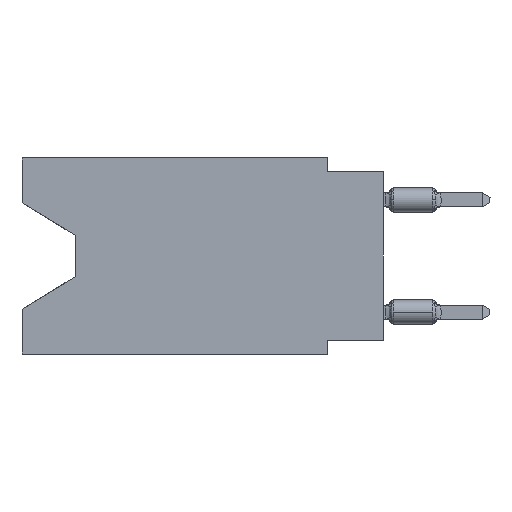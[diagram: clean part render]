
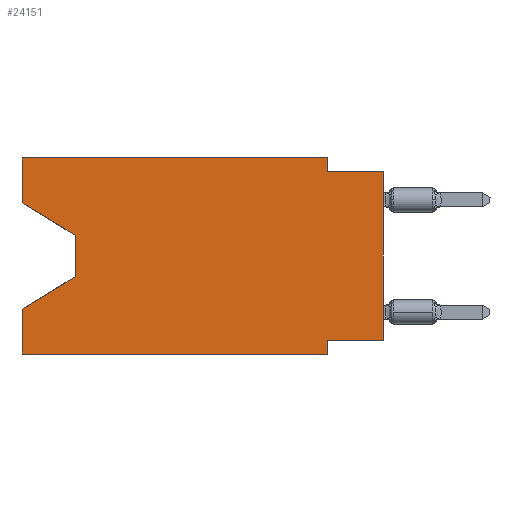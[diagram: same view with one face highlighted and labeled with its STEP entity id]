
A CAD part, left-side view. The second image highlights one B-rep face of the part: STEP entity #24151.
In plain terms, the highlighted planar face has unit normal (-1, 0, 0).
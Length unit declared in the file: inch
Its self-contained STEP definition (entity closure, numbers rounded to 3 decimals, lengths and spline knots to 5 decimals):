
#385 = CARTESIAN_POINT ( 'NONE',  ( 0., 0.645, -0.08025 ) ) ;
#617 = CARTESIAN_POINT ( 'NONE',  ( 0., 0.645, 0. ) ) ;
#1196 = EDGE_CURVE ( 'NONE', #50904, #60788, #37501, .T. ) ;
#2253 = EDGE_CURVE ( 'NONE', #22792, #54569, #21025, .T. ) ;
#3843 = DIRECTION ( 'NONE',  ( 0., 0., -1. ) ) ;
#3939 = DIRECTION ( 'NONE',  ( 0., 0., 1. ) ) ;
#4205 = LINE ( 'NONE', #51133, #60028 ) ;
#5751 = FACE_OUTER_BOUND ( 'NONE', #52719, .T. ) ;
#6756 = EDGE_CURVE ( 'NONE', #22792, #37928, #32539, .T. ) ;
#6948 = VERTEX_POINT ( 'NONE', #36427 ) ;
#7201 = VECTOR ( 'NONE', #55514, 39.37008 ) ;
#7835 = CARTESIAN_POINT ( 'NONE',  ( 0., 0.645, -0.35 ) ) ;
#8084 = VECTOR ( 'NONE', #21559, 39.37008 ) ;
#8432 = ORIENTED_EDGE ( 'NONE', *, *, #26566, .T. ) ;
#8570 = DIRECTION ( 'NONE',  ( 0., 0., -1. ) ) ;
#9092 = CARTESIAN_POINT ( 'NONE',  ( 0., 0.1, 0. ) ) ;
#9701 = ORIENTED_EDGE ( 'NONE', *, *, #13413, .T. ) ;
#9785 = DIRECTION ( 'NONE',  ( 0., 0., -1. ) ) ;
#9975 = AXIS2_PLACEMENT_3D ( 'NONE', #33428, #24044, #9785 ) ;
#11110 = VECTOR ( 'NONE', #20214, 39.37008 ) ;
#11867 = VERTEX_POINT ( 'NONE', #7835 ) ;
#12410 = DIRECTION ( 'NONE',  ( 0., 0.855, -0.519 ) ) ;
#12638 = LINE ( 'NONE', #31297, #38283 ) ;
#13413 = EDGE_CURVE ( 'NONE', #33510, #22381, #26696, .T. ) ;
#15096 = CARTESIAN_POINT ( 'NONE',  ( 0., 0.1, 0. ) ) ;
#16127 = EDGE_CURVE ( 'NONE', #37928, #6948, #40816, .T. ) ;
#16409 = DIRECTION ( 'NONE',  ( 0., 0., 1. ) ) ;
#16975 = VECTOR ( 'NONE', #50886, 39.37008 ) ;
#17731 = ORIENTED_EDGE ( 'NONE', *, *, #2253, .T. ) ;
#20214 = DIRECTION ( 'NONE',  ( 0., -1., 0. ) ) ;
#20530 = CARTESIAN_POINT ( 'NONE',  ( 0., 0., -0.025 ) ) ;
#20934 = CARTESIAN_POINT ( 'NONE',  ( 0., 0.1, -0.325 ) ) ;
#21025 = LINE ( 'NONE', #21348, #30162 ) ;
#21148 = ORIENTED_EDGE ( 'NONE', *, *, #21671, .F. ) ;
#21242 = CARTESIAN_POINT ( 'NONE',  ( 0., 0.1, -0.35 ) ) ;
#21348 = CARTESIAN_POINT ( 'NONE',  ( 0., 0., 0. ) ) ;
#21559 = DIRECTION ( 'NONE',  ( 0., -0.855, -0.519 ) ) ;
#21671 = EDGE_CURVE ( 'NONE', #60788, #30610, #55687, .T. ) ;
#21960 = ORIENTED_EDGE ( 'NONE', *, *, #49677, .T. ) ;
#21969 = LINE ( 'NONE', #41559, #16975 ) ;
#22012 = CARTESIAN_POINT ( 'NONE',  ( 0., 0.55, -0.212 ) ) ;
#22381 = VERTEX_POINT ( 'NONE', #31039 ) ;
#22706 = VECTOR ( 'NONE', #32831, 39.37008 ) ;
#22792 = VERTEX_POINT ( 'NONE', #55455 ) ;
#23597 = ORIENTED_EDGE ( 'NONE', *, *, #46819, .T. ) ;
#23735 = DIRECTION ( 'NONE',  ( 0., 0., 1. ) ) ;
#24044 = DIRECTION ( 'NONE',  ( 1., 0., 0. ) ) ;
#24151 = ADVANCED_FACE ( 'NONE', ( #5751 ), #24664, .F. ) ;
#24472 = CARTESIAN_POINT ( 'NONE',  ( 0., 0., -0.025 ) ) ;
#24664 = PLANE ( 'NONE',  #9975 ) ;
#25771 = ORIENTED_EDGE ( 'NONE', *, *, #55950, .F. ) ;
#26566 = EDGE_CURVE ( 'NONE', #11867, #6948, #21969, .T. ) ;
#26696 = LINE ( 'NONE', #22012, #29596 ) ;
#27120 = EDGE_CURVE ( 'NONE', #11867, #22381, #47065, .T. ) ;
#27617 = EDGE_CURVE ( 'NONE', #30610, #54569, #39208, .T. ) ;
#27981 = ORIENTED_EDGE ( 'NONE', *, *, #16127, .F. ) ;
#29204 = VERTEX_POINT ( 'NONE', #385 ) ;
#29596 = VECTOR ( 'NONE', #12410, 39.37008 ) ;
#30162 = VECTOR ( 'NONE', #16409, 39.37008 ) ;
#30610 = VERTEX_POINT ( 'NONE', #49264 ) ;
#31039 = CARTESIAN_POINT ( 'NONE',  ( 0., 0.645, -0.26975 ) ) ;
#31297 = CARTESIAN_POINT ( 'NONE',  ( 0., 0.645, 0. ) ) ;
#32539 = LINE ( 'NONE', #51479, #22706 ) ;
#32632 = VECTOR ( 'NONE', #40218, 39.37008 ) ;
#32829 = CARTESIAN_POINT ( 'NONE',  ( 0., 0.645, 0. ) ) ;
#32831 = DIRECTION ( 'NONE',  ( 0., 1., 0. ) ) ;
#33428 = CARTESIAN_POINT ( 'NONE',  ( 0., 0.645, 0. ) ) ;
#33510 = VERTEX_POINT ( 'NONE', #58409 ) ;
#34200 = VERTEX_POINT ( 'NONE', #51709 ) ;
#36427 = CARTESIAN_POINT ( 'NONE',  ( 0., 0.1, -0.35 ) ) ;
#36428 = ORIENTED_EDGE ( 'NONE', *, *, #27120, .F. ) ;
#36928 = VECTOR ( 'NONE', #3843, 39.37008 ) ;
#37453 = CARTESIAN_POINT ( 'NONE',  ( 0., 0.645, 0. ) ) ;
#37501 = LINE ( 'NONE', #32829, #7201 ) ;
#37928 = VERTEX_POINT ( 'NONE', #20934 ) ;
#38283 = VECTOR ( 'NONE', #3939, 39.37008 ) ;
#39208 = LINE ( 'NONE', #20530, #11110 ) ;
#40218 = DIRECTION ( 'NONE',  ( 0., 0., -1. ) ) ;
#40816 = LINE ( 'NONE', #21242, #32632 ) ;
#41559 = CARTESIAN_POINT ( 'NONE',  ( 0., 0.645, -0.35 ) ) ;
#43947 = CARTESIAN_POINT ( 'NONE',  ( 0., 0.645, -0.08025 ) ) ;
#46819 = EDGE_CURVE ( 'NONE', #34200, #33510, #4205, .T. ) ;
#47065 = LINE ( 'NONE', #37453, #54707 ) ;
#49264 = CARTESIAN_POINT ( 'NONE',  ( 0., 0.1, -0.025 ) ) ;
#49483 = ORIENTED_EDGE ( 'NONE', *, *, #1196, .F. ) ;
#49677 = EDGE_CURVE ( 'NONE', #29204, #34200, #58223, .T. ) ;
#50886 = DIRECTION ( 'NONE',  ( 0., -1., 0. ) ) ;
#50904 = VERTEX_POINT ( 'NONE', #617 ) ;
#51133 = CARTESIAN_POINT ( 'NONE',  ( 0., 0.55, -0.138 ) ) ;
#51479 = CARTESIAN_POINT ( 'NONE',  ( 0., 0., -0.325 ) ) ;
#51709 = CARTESIAN_POINT ( 'NONE',  ( 0., 0.55, -0.138 ) ) ;
#52719 = EDGE_LOOP ( 'NONE', ( #21960, #23597, #9701, #36428, #8432, #27981, #54624, #17731, #57238, #21148, #49483, #25771 ) ) ;
#54569 = VERTEX_POINT ( 'NONE', #24472 ) ;
#54624 = ORIENTED_EDGE ( 'NONE', *, *, #6756, .F. ) ;
#54707 = VECTOR ( 'NONE', #23735, 39.37008 ) ;
#55455 = CARTESIAN_POINT ( 'NONE',  ( 0., 0., -0.325 ) ) ;
#55514 = DIRECTION ( 'NONE',  ( 0., -1., 0. ) ) ;
#55687 = LINE ( 'NONE', #9092, #36928 ) ;
#55950 = EDGE_CURVE ( 'NONE', #29204, #50904, #12638, .T. ) ;
#57238 = ORIENTED_EDGE ( 'NONE', *, *, #27617, .F. ) ;
#58223 = LINE ( 'NONE', #43947, #8084 ) ;
#58409 = CARTESIAN_POINT ( 'NONE',  ( 0., 0.55, -0.212 ) ) ;
#60028 = VECTOR ( 'NONE', #8570, 39.37008 ) ;
#60788 = VERTEX_POINT ( 'NONE', #15096 ) ;
